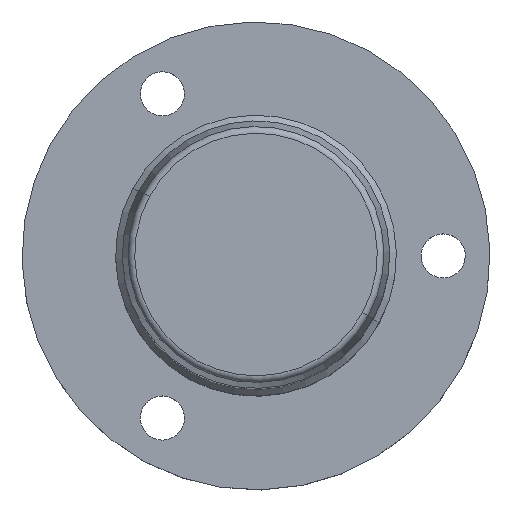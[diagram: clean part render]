
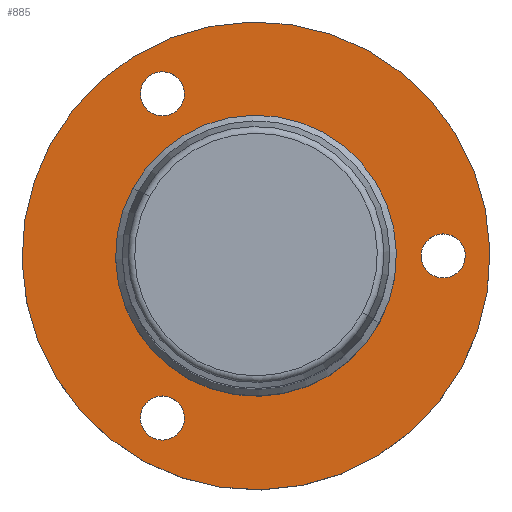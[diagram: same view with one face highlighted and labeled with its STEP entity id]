
A CAD part, top view. The second image highlights one B-rep face of the part: STEP entity #885.
In plain terms, the highlighted planar face has unit normal (0, 0, 1).
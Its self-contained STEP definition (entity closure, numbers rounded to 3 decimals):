
#130=CARTESIAN_POINT('Axis2P3D Location',(28.,0.,0.)) ;
#134=CARTESIAN_POINT('Vertex',(25.104,-1.582,0.)) ;
#136=CARTESIAN_POINT('Vertex',(30.896,1.582,0.)) ;
#156=CARTESIAN_POINT('Axis2P3D Location',(28.,0.,0.)) ;
#186=CARTESIAN_POINT('Vertex',(30.715,-16.78,0.)) ;
#189=CARTESIAN_POINT('Axis2P3D Location',(0.,0.,0.)) ;
#193=CARTESIAN_POINT('Vertex',(-30.715,16.78,0.)) ;
#213=CARTESIAN_POINT('Axis2P3D Location',(0.,0.,0.)) ;
#230=CARTESIAN_POINT('Axis2P3D Location',(0.,0.,0.)) ;
#234=CARTESIAN_POINT('Vertex',(-17.552,9.589,0.)) ;
#236=CARTESIAN_POINT('Vertex',(17.552,-9.589,0.)) ;
#265=CARTESIAN_POINT('Axis2P3D Location',(0.,0.,0.)) ;
#832=CARTESIAN_POINT('Axis2P3D Location',(-35.,0.,0.)) ;
#849=CARTESIAN_POINT('Axis2P3D Location',(-14.,24.249,0.)) ;
#853=CARTESIAN_POINT('Vertex',(-16.818,25.966,0.)) ;
#855=CARTESIAN_POINT('Vertex',(-11.182,22.532,0.)) ;
#858=CARTESIAN_POINT('Axis2P3D Location',(-14.,24.249,0.)) ;
#867=CARTESIAN_POINT('Axis2P3D Location',(-14.,-24.249,0.)) ;
#871=CARTESIAN_POINT('Vertex',(-14.078,-27.548,0.)) ;
#873=CARTESIAN_POINT('Vertex',(-13.922,-20.95,0.)) ;
#876=CARTESIAN_POINT('Axis2P3D Location',(-14.,-24.249,0.)) ;
#131=DIRECTION('Axis2P3D Direction',(0.,-0.,1.)) ;
#157=DIRECTION('Axis2P3D Direction',(0.,-0.,1.)) ;
#190=DIRECTION('Axis2P3D Direction',(0.,0.,-1.)) ;
#214=DIRECTION('Axis2P3D Direction',(0.,0.,-1.)) ;
#231=DIRECTION('Axis2P3D Direction',(0.,0.,-1.)) ;
#266=DIRECTION('Axis2P3D Direction',(0.,0.,-1.)) ;
#833=DIRECTION('Axis2P3D Direction',(0.,0.,-1.)) ;
#834=DIRECTION('Axis2P3D XDirection',(1.,0.,0.)) ;
#850=DIRECTION('Axis2P3D Direction',(0.,0.,-1.)) ;
#859=DIRECTION('Axis2P3D Direction',(0.,0.,-1.)) ;
#868=DIRECTION('Axis2P3D Direction',(0.,0.,-1.)) ;
#877=DIRECTION('Axis2P3D Direction',(0.,0.,-1.)) ;
#132=AXIS2_PLACEMENT_3D('Circle Axis2P3D',#130,#131,$) ;
#158=AXIS2_PLACEMENT_3D('Circle Axis2P3D',#156,#157,$) ;
#191=AXIS2_PLACEMENT_3D('Circle Axis2P3D',#189,#190,$) ;
#215=AXIS2_PLACEMENT_3D('Circle Axis2P3D',#213,#214,$) ;
#232=AXIS2_PLACEMENT_3D('Circle Axis2P3D',#230,#231,$) ;
#267=AXIS2_PLACEMENT_3D('Circle Axis2P3D',#265,#266,$) ;
#835=AXIS2_PLACEMENT_3D('Plane Axis2P3D',#832,#833,#834) ;
#851=AXIS2_PLACEMENT_3D('Circle Axis2P3D',#849,#850,$) ;
#860=AXIS2_PLACEMENT_3D('Circle Axis2P3D',#858,#859,$) ;
#869=AXIS2_PLACEMENT_3D('Circle Axis2P3D',#867,#868,$) ;
#878=AXIS2_PLACEMENT_3D('Circle Axis2P3D',#876,#877,$) ;
#838=ORIENTED_EDGE('',*,*,#217,.F.) ;
#839=ORIENTED_EDGE('',*,*,#195,.F.) ;
#842=ORIENTED_EDGE('',*,*,#160,.T.) ;
#843=ORIENTED_EDGE('',*,*,#138,.T.) ;
#846=ORIENTED_EDGE('',*,*,#269,.T.) ;
#847=ORIENTED_EDGE('',*,*,#238,.T.) ;
#864=ORIENTED_EDGE('',*,*,#857,.T.) ;
#865=ORIENTED_EDGE('',*,*,#862,.T.) ;
#882=ORIENTED_EDGE('',*,*,#875,.T.) ;
#883=ORIENTED_EDGE('',*,*,#880,.T.) ;
#844=FACE_BOUND('',#841,.T.) ;
#848=FACE_BOUND('',#845,.T.) ;
#866=FACE_BOUND('',#863,.T.) ;
#884=FACE_BOUND('',#881,.T.) ;
#885=ADVANCED_FACE('PartBody',(#840,#844,#848,#866,#884),#836,.F.) ;
#133=CIRCLE('generated circle',#132,3.3) ;
#159=CIRCLE('generated circle',#158,3.3) ;
#192=CIRCLE('generated circle',#191,35.) ;
#216=CIRCLE('generated circle',#215,35.) ;
#233=CIRCLE('generated circle',#232,20.) ;
#268=CIRCLE('generated circle',#267,20.) ;
#852=CIRCLE('generated circle',#851,3.3) ;
#861=CIRCLE('generated circle',#860,3.3) ;
#870=CIRCLE('generated circle',#869,3.3) ;
#879=CIRCLE('generated circle',#878,3.3) ;
#138=EDGE_CURVE('',#135,#137,#133,.F.) ;
#160=EDGE_CURVE('',#137,#135,#159,.F.) ;
#195=EDGE_CURVE('',#187,#194,#192,.T.) ;
#217=EDGE_CURVE('',#194,#187,#216,.T.) ;
#238=EDGE_CURVE('',#235,#237,#233,.T.) ;
#269=EDGE_CURVE('',#237,#235,#268,.T.) ;
#857=EDGE_CURVE('',#854,#856,#852,.T.) ;
#862=EDGE_CURVE('',#856,#854,#861,.T.) ;
#875=EDGE_CURVE('',#872,#874,#870,.T.) ;
#880=EDGE_CURVE('',#874,#872,#879,.T.) ;
#837=EDGE_LOOP('',(#838,#839)) ;
#841=EDGE_LOOP('',(#842,#843)) ;
#845=EDGE_LOOP('',(#846,#847)) ;
#863=EDGE_LOOP('',(#864,#865)) ;
#881=EDGE_LOOP('',(#882,#883)) ;
#840=FACE_OUTER_BOUND('',#837,.T.) ;
#836=PLANE('Plane',#835) ;
#135=VERTEX_POINT('',#134) ;
#137=VERTEX_POINT('',#136) ;
#187=VERTEX_POINT('',#186) ;
#194=VERTEX_POINT('',#193) ;
#235=VERTEX_POINT('',#234) ;
#237=VERTEX_POINT('',#236) ;
#854=VERTEX_POINT('',#853) ;
#856=VERTEX_POINT('',#855) ;
#872=VERTEX_POINT('',#871) ;
#874=VERTEX_POINT('',#873) ;
